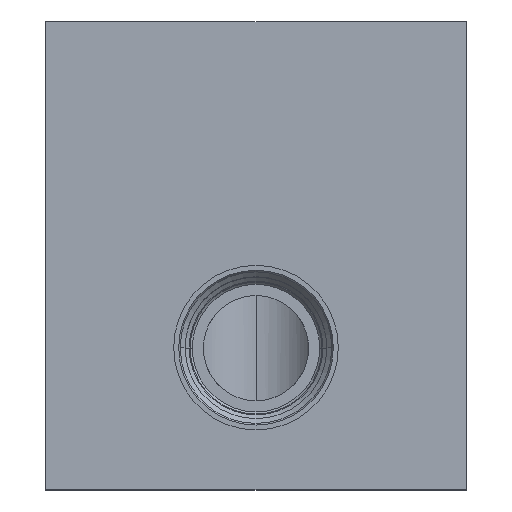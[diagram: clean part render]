
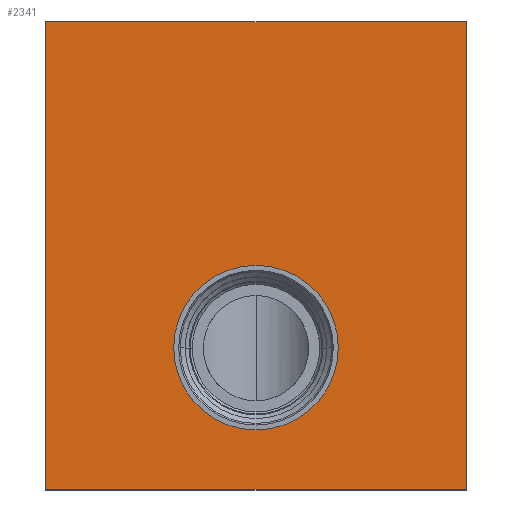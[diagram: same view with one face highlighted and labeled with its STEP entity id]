
A CAD part, top view. The second image highlights one B-rep face of the part: STEP entity #2341.
In plain terms, the highlighted planar face has unit normal (0, 0, 1).
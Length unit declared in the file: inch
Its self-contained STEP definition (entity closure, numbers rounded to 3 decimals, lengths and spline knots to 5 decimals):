
#173=DIRECTION('',(0.,-1.,0.));
#174=VECTOR('',#173,4.438);
#175=CARTESIAN_POINT('',(0.,0.,5.));
#176=LINE('',#175,#174);
#177=DIRECTION('',(-1.,0.,0.));
#178=VECTOR('',#177,4.);
#179=CARTESIAN_POINT('',(4.,0.,5.));
#180=LINE('',#179,#178);
#181=DIRECTION('',(0.,1.,0.));
#182=VECTOR('',#181,4.438);
#183=CARTESIAN_POINT('',(4.,-4.438,5.));
#184=LINE('',#183,#182);
#185=DIRECTION('',(1.,0.,0.));
#186=VECTOR('',#185,4.);
#187=CARTESIAN_POINT('',(0.,-4.438,5.));
#188=LINE('',#187,#186);
#189=CARTESIAN_POINT('',(2.,-3.094,5.));
#190=DIRECTION('',(0.,0.,-1.));
#191=DIRECTION('',(-1.,0.,0.));
#192=AXIS2_PLACEMENT_3D('',#189,#190,#191);
#194=CARTESIAN_POINT('',(2.,-3.094,5.));
#195=DIRECTION('',(0.,0.,-1.));
#196=DIRECTION('',(1.,0.,0.));
#197=AXIS2_PLACEMENT_3D('',#194,#195,#196);
#1846=CARTESIAN_POINT('',(0.,0.,5.));
#1847=CARTESIAN_POINT('',(0.,-4.438,5.));
#1848=VERTEX_POINT('',#1846);
#1849=VERTEX_POINT('',#1847);
#1850=CARTESIAN_POINT('',(4.,-4.438,5.));
#1851=VERTEX_POINT('',#1850);
#1852=CARTESIAN_POINT('',(4.,0.,5.));
#1853=VERTEX_POINT('',#1852);
#1894=CARTESIAN_POINT('',(1.218,-3.094,5.));
#1895=CARTESIAN_POINT('',(2.782,-3.094,5.));
#1896=VERTEX_POINT('',#1894);
#1897=VERTEX_POINT('',#1895);
#2324=CARTESIAN_POINT('',(0.,0.,5.));
#2325=DIRECTION('',(0.,0.,1.));
#2326=DIRECTION('',(1.,0.,0.));
#2327=AXIS2_PLACEMENT_3D('',#2324,#2325,#2326);
#2328=PLANE('',#2327);
#2329=ORIENTED_EDGE('',*,*,#2198,.F.);
#2330=ORIENTED_EDGE('',*,*,#2225,.F.);
#2331=ORIENTED_EDGE('',*,*,#2269,.F.);
#2332=ORIENTED_EDGE('',*,*,#2288,.F.);
#2333=EDGE_LOOP('',(#2329,#2330,#2331,#2332));
#2334=FACE_OUTER_BOUND('',#2333,.F.);
#2336=ORIENTED_EDGE('',*,*,#2335,.F.);
#2338=ORIENTED_EDGE('',*,*,#2337,.F.);
#2339=EDGE_LOOP('',(#2336,#2338));
#2340=FACE_BOUND('',#2339,.F.);
#2341=ADVANCED_FACE('',(#2334,#2340),#2328,.T.);
#193=CIRCLE('',#192,0.782);
#198=CIRCLE('',#197,0.782);
#2198=EDGE_CURVE('',#1848,#1849,#176,.T.);
#2225=EDGE_CURVE('',#1853,#1848,#180,.T.);
#2269=EDGE_CURVE('',#1851,#1853,#184,.T.);
#2288=EDGE_CURVE('',#1849,#1851,#188,.T.);
#2335=EDGE_CURVE('',#1896,#1897,#193,.T.);
#2337=EDGE_CURVE('',#1897,#1896,#198,.T.);
